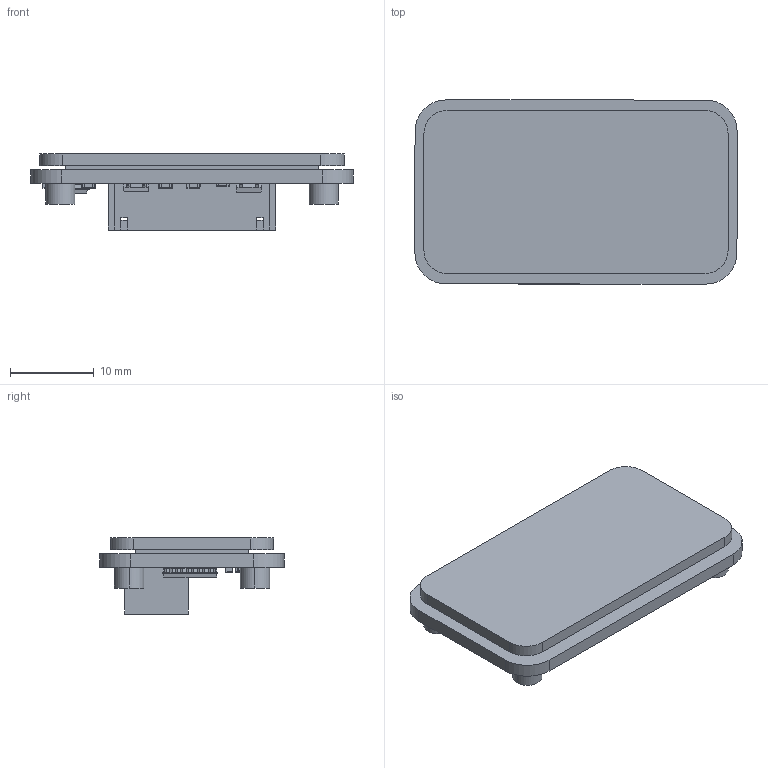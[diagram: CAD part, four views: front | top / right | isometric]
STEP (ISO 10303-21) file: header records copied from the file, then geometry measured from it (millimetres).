
FILE_DESCRIPTION((''),'2;1');
FILE_NAME('1_47INCH_LCD_MODULE_ASM','2022-11-22T11:41:06',('xiaojisheng'),(''),'CREO PARAMETRIC BY PTC INC, 2021063','CREO PARAMETRIC BY PTC INC, 2021063','');
FILE_SCHEMA(('CONFIG_CONTROL_DESIGN','SHAPE_APPEARANCE_LAYERS_GROUPS'));
Length unit declared in the file: millimetre
Products named in the file (27): BOARD; SW3DPS-SOT-23-5-DEFAULT; U1_ASM; RESC1608_0603_; R3_ASM; R2_ASM; R1_ASM; ALSROBOT-SOT23; Q1_ASM; CAPC1608_0603_; C4_ASM; C3_ASM; C2_ASM; C1_ASM; C5_ASM; USER_LIBRARY-TSSOP-20-2__-22104; USER_LIBRARY-TSSOP-20-2__-23055; USER_LIBRARY-TSSOP-20-2__-232_1; USER_LIBRARY-TSSOP-20-2__-232_2; USER_LIBRARY-TSSOP-20-2__-23252_ASM; TSSOP-20_ASM; U2_ASM; PCB_ASM; 8PINX2; BOSS; LCD; 1_47INCH_LCD_MODULE_ASM
Assembly tree (41 placements, depth 6):
  1_47INCH_LCD_MODULE_ASM
    PCB_ASM
      BOARD
      U1_ASM
        SW3DPS-SOT-23-5-DEFAULT
      R3_ASM
        RESC1608_0603_
      R2_ASM
        RESC1608_0603_
      R1_ASM
        RESC1608_0603_
      Q1_ASM
        ALSROBOT-SOT23
      C4_ASM
        CAPC1608_0603_
      C3_ASM
        CAPC1608_0603_
      C2_ASM
        CAPC1608_0603_
      C1_ASM
        CAPC1608_0603_
      C5_ASM
        CAPC1608_0603_
      U2_ASM
        TSSOP-20_ASM
          USER_LIBRARY-TSSOP-20-2__-22104
          USER_LIBRARY-TSSOP-20-2__-23055
          USER_LIBRARY-TSSOP-20-2__-23252_ASM  x10
            USER_LIBRARY-TSSOP-20-2__-232_1
            USER_LIBRARY-TSSOP-20-2__-232_2
    8PINX2
    BOSS
    LCD
Bounding box: 38.51 x 22.01 x 9.1 mm (x, y, z)
Volume: 3024.7 mm3; surface area: 4797.4 mm2
Topology: 39 solids, 39 shells, 884 faces, 2131 edges, 1286 vertices
Faces by surface type: plane 494, cylinder 320, sphere 64, extrusion 6
Entity records: 14782 total; most frequent: DIRECTION 2059, CARTESIAN_POINT 1945, ORIENTED_EDGE 1750, PRESENTATION_STYLE_ASSIGNMENT 969, STYLED_ITEM 890, CURVE_STYLE 875, EDGE_CURVE 875, AXIS2_PLACEMENT_3D 719
